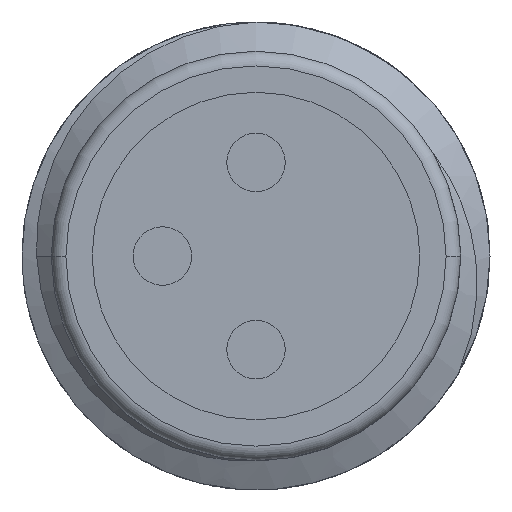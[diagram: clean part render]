
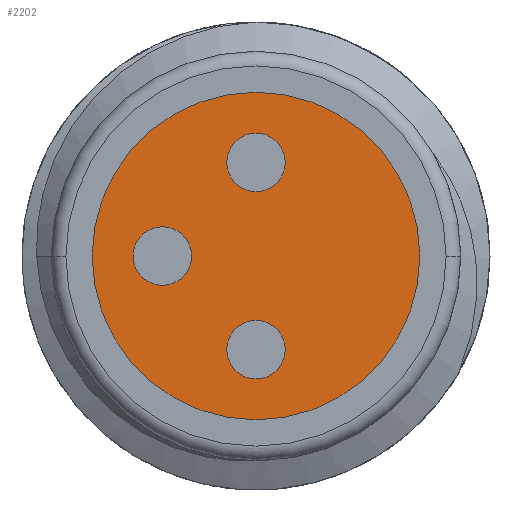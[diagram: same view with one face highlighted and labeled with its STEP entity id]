
A CAD part, front view. The second image highlights one B-rep face of the part: STEP entity #2202.
In plain terms, the highlighted planar face has unit normal (0, -1, 0).
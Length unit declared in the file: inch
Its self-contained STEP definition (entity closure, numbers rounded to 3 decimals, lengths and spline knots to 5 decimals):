
#755=CARTESIAN_POINT('',(0.,-1.49606,0.));
#756=DIRECTION('',(0.,-1.,0.));
#757=DIRECTION('',(-1.,0.,0.));
#758=AXIS2_PLACEMENT_3D('',#755,#756,#757);
#769=CARTESIAN_POINT('',(0.,-1.49606,0.));
#770=DIRECTION('',(0.,-1.,0.));
#771=DIRECTION('',(1.,0.,0.));
#772=AXIS2_PLACEMENT_3D('',#769,#770,#771);
#778=CARTESIAN_POINT('',(0.,-1.49606,0.06299));
#779=DIRECTION('',(0.,1.,0.));
#780=DIRECTION('',(1.,0.,0.));
#781=AXIS2_PLACEMENT_3D('',#778,#779,#780);
#788=CARTESIAN_POINT('',(0.,-1.49606,0.06299));
#789=DIRECTION('',(0.,1.,0.));
#790=DIRECTION('',(-1.,0.,0.));
#791=AXIS2_PLACEMENT_3D('',#788,#789,#790);
#806=CARTESIAN_POINT('',(-0.06299,-1.49606,0.));
#807=DIRECTION('',(0.,1.,0.));
#808=DIRECTION('',(0.,0.,1.));
#809=AXIS2_PLACEMENT_3D('',#806,#807,#808);
#816=CARTESIAN_POINT('',(-0.06299,-1.49606,0.));
#817=DIRECTION('',(0.,1.,0.));
#818=DIRECTION('',(0.,0.,-1.));
#819=AXIS2_PLACEMENT_3D('',#816,#817,#818);
#834=CARTESIAN_POINT('',(0.,-1.49606,-0.06299));
#835=DIRECTION('',(0.,1.,0.));
#836=DIRECTION('',(-1.,0.,0.));
#837=AXIS2_PLACEMENT_3D('',#834,#835,#836);
#844=CARTESIAN_POINT('',(0.,-1.49606,-0.06299));
#845=DIRECTION('',(0.,1.,0.));
#846=DIRECTION('',(1.,0.,0.));
#847=AXIS2_PLACEMENT_3D('',#844,#845,#846);
#1200=CARTESIAN_POINT('',(-0.11024,-1.49606,0.));
#1201=CARTESIAN_POINT('',(0.11024,-1.49606,0.));
#1202=VERTEX_POINT('',#1200);
#1203=VERTEX_POINT('',#1201);
#1220=CARTESIAN_POINT('',(0.01969,-1.49606,
0.06299));
#1221=CARTESIAN_POINT('',(-0.01969,-1.49606,
0.06299));
#1222=VERTEX_POINT('',#1220);
#1223=VERTEX_POINT('',#1221);
#1224=CARTESIAN_POINT('',(-0.06299,-1.49606,
0.01969));
#1225=CARTESIAN_POINT('',(-0.06299,-1.49606,
-0.01969));
#1226=VERTEX_POINT('',#1224);
#1227=VERTEX_POINT('',#1225);
#1228=CARTESIAN_POINT('',(-0.01969,-1.49606,
-0.06299));
#1229=CARTESIAN_POINT('',(0.01969,-1.49606,
-0.06299));
#1230=VERTEX_POINT('',#1228);
#1231=VERTEX_POINT('',#1229);
#2175=CARTESIAN_POINT('',(0.,-1.49606,0.));
#2176=DIRECTION('',(0.,1.,0.));
#2177=DIRECTION('',(1.,0.,0.));
#2178=AXIS2_PLACEMENT_3D('',#2175,#2176,#2177);
#2179=PLANE('',#2178);
#2180=ORIENTED_EDGE('',*,*,#2155,.F.);
#2181=ORIENTED_EDGE('',*,*,#2169,.F.);
#2182=EDGE_LOOP('',(#2180,#2181));
#2183=FACE_OUTER_BOUND('',#2182,.F.);
#2185=ORIENTED_EDGE('',*,*,#2184,.F.);
#2187=ORIENTED_EDGE('',*,*,#2186,.F.);
#2188=EDGE_LOOP('',(#2185,#2187));
#2189=FACE_BOUND('',#2188,.F.);
#2191=ORIENTED_EDGE('',*,*,#2190,.F.);
#2193=ORIENTED_EDGE('',*,*,#2192,.F.);
#2194=EDGE_LOOP('',(#2191,#2193));
#2195=FACE_BOUND('',#2194,.F.);
#2197=ORIENTED_EDGE('',*,*,#2196,.F.);
#2199=ORIENTED_EDGE('',*,*,#2198,.F.);
#2200=EDGE_LOOP('',(#2197,#2199));
#2201=FACE_BOUND('',#2200,.F.);
#2202=ADVANCED_FACE('',(#2183,#2189,#2195,#2201),#2179,.F.);
#759=CIRCLE('',#758,0.11024);
#773=CIRCLE('',#772,0.11024);
#782=CIRCLE('',#781,0.01969);
#792=CIRCLE('',#791,0.01969);
#810=CIRCLE('',#809,0.01969);
#820=CIRCLE('',#819,0.01969);
#838=CIRCLE('',#837,0.01969);
#848=CIRCLE('',#847,0.01969);
#2155=EDGE_CURVE('',#1202,#1203,#759,.T.);
#2169=EDGE_CURVE('',#1203,#1202,#773,.T.);
#2184=EDGE_CURVE('',#1222,#1223,#782,.T.);
#2186=EDGE_CURVE('',#1223,#1222,#792,.T.);
#2190=EDGE_CURVE('',#1226,#1227,#810,.T.);
#2192=EDGE_CURVE('',#1227,#1226,#820,.T.);
#2196=EDGE_CURVE('',#1230,#1231,#838,.T.);
#2198=EDGE_CURVE('',#1231,#1230,#848,.T.);
